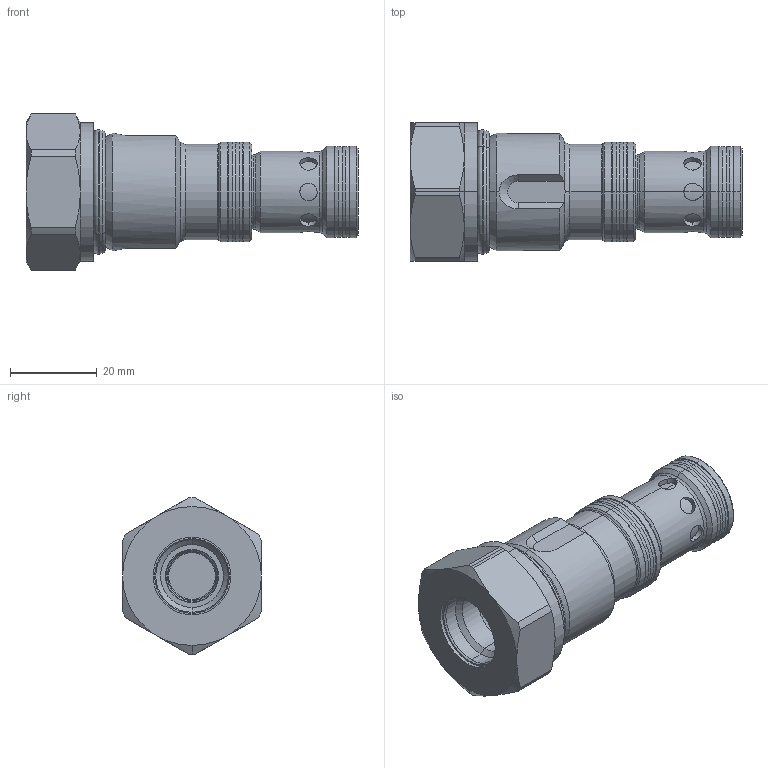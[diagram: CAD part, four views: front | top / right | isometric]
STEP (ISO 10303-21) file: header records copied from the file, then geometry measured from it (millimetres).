
FILE_DESCRIPTION (( 'STEP AP214' ), '1' );
FILE_NAME ('483.F3_defeature.STEP', '2017-02-03T07:22:42', ( 'user' ), ( '' ), 'SwSTEP 2.0', 'SolidWorks 2016', '' );
FILE_SCHEMA (( 'AUTOMOTIVE_DESIGN' ));
Length unit declared in the file: millimetre
Products named in the file (1): 483.F3_defeature
Bounding box: 76.5 x 32 x 36 mm (x, y, z)
Volume: 34730.4 mm3; surface area: 10119.5 mm2
Topology: 2 solids, 2 shells, 185 faces, 399 edges, 235 vertices
Faces by surface type: cylinder 62, cone 46, torus 34, plane 27, bspline 16
Entity records: 6503 total; most frequent: CARTESIAN_POINT 2047, DIRECTION 860, ORIENTED_EDGE 798, EDGE_CURVE 399, AXIS2_PLACEMENT_3D 370, VERTEX_POINT 235, EDGE_LOOP 204, CIRCLE 200
